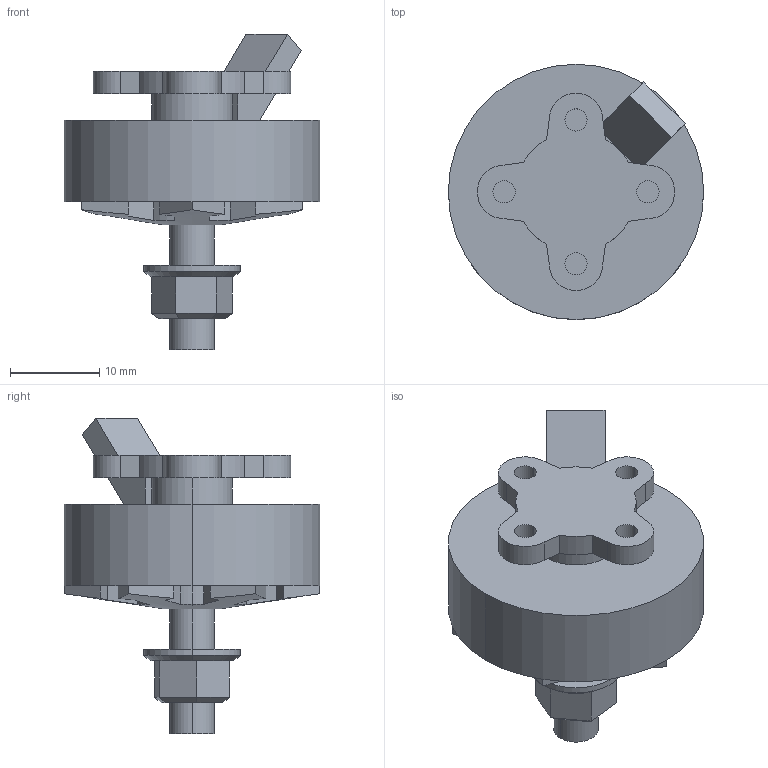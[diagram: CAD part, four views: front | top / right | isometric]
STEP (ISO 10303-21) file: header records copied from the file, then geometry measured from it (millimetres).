
FILE_DESCRIPTION (( 'STEP AP203' ), '1' );
FILE_NAME ('DYS_SamgukShu2306_2500kv.STEP', '2022-08-08T14:00:47', ( '' ), ( '' ), 'SwSTEP 2.0', 'SolidWorks 2020', '' );
FILE_SCHEMA (( 'CONFIG_CONTROL_DESIGN' ));
Length unit declared in the file: millimetre
Products named in the file (1): DYS_SamgukShu2306_2500kv
Bounding box: 28.6 x 28.6 x 35.38 mm (x, y, z)
Volume: 7930.5 mm3; surface area: 3548.9 mm2
Topology: 1 solids, 1 shells, 117 faces, 309 edges, 199 vertices
Faces by surface type: plane 78, cylinder 35, cone 4
Entity records: 3725 total; most frequent: CARTESIAN_POINT 734, ORIENTED_EDGE 618, DIRECTION 590, EDGE_CURVE 309, AXIS2_PLACEMENT_3D 199, VERTEX_POINT 199, LINE 192, VECTOR 192
